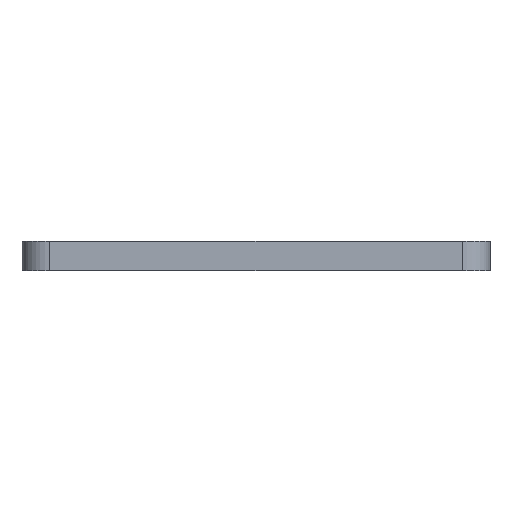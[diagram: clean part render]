
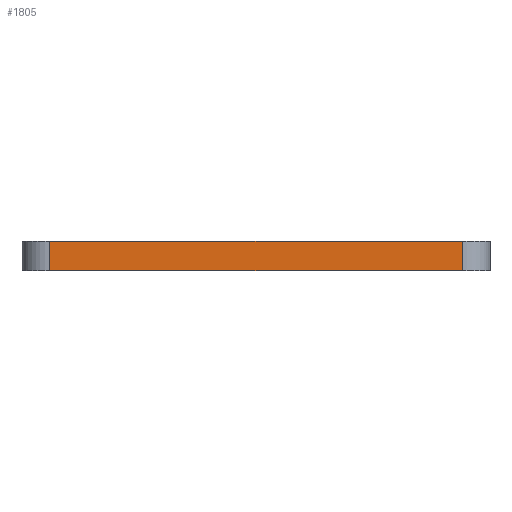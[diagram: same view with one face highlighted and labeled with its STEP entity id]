
A CAD part, front view. The second image highlights one B-rep face of the part: STEP entity #1805.
In plain terms, the highlighted planar face has unit normal (0, -1, 0).
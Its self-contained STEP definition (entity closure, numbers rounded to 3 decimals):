
#46=PLANE('',#1946);
#137=FACE_OUTER_BOUND('',#243,.T.);
#243=EDGE_LOOP('',(#1557,#1558,#1559,#1560));
#510=LINE('',#4809,#602);
#534=LINE('',#7129,#626);
#535=LINE('',#7132,#627);
#536=LINE('',#7133,#628);
#602=VECTOR('',#2178,10.);
#626=VECTOR('',#2276,10.);
#627=VECTOR('',#2279,10.);
#628=VECTOR('',#2280,10.);
#784=VERTEX_POINT('',#4806);
#785=VERTEX_POINT('',#4808);
#812=VERTEX_POINT('',#7127);
#813=VERTEX_POINT('',#7131);
#1012=EDGE_CURVE('',#785,#784,#510,.T.);
#1079=EDGE_CURVE('',#812,#784,#534,.T.);
#1080=EDGE_CURVE('',#813,#812,#535,.T.);
#1081=EDGE_CURVE('',#785,#813,#536,.T.);
#1557=ORIENTED_EDGE('',*,*,#1079,.F.);
#1558=ORIENTED_EDGE('',*,*,#1080,.F.);
#1559=ORIENTED_EDGE('',*,*,#1081,.F.);
#1560=ORIENTED_EDGE('',*,*,#1012,.T.);
#1805=ADVANCED_FACE('',(#137),#46,.T.);
#1946=AXIS2_PLACEMENT_3D('',#7130,#2277,#2278);
#2178=DIRECTION('',(1.,0.,0.));
#2276=DIRECTION('',(0.,0.,-1.));
#2277=DIRECTION('center_axis',(0.,-1.,0.));
#2278=DIRECTION('ref_axis',(1.,0.,0.));
#2279=DIRECTION('',(1.,0.,0.));
#2280=DIRECTION('',(0.,0.,1.));
#4806=CARTESIAN_POINT('',(119.808,29.883,6.35));
#4808=CARTESIAN_POINT('',(75.008,29.883,6.35));
#4809=CARTESIAN_POINT('',(75.424,29.883,6.35));
#7127=CARTESIAN_POINT('',(119.808,29.883,9.525));
#7129=CARTESIAN_POINT('',(119.808,29.883,7.938));
#7130=CARTESIAN_POINT('Origin',(75.424,29.883,6.35));
#7131=CARTESIAN_POINT('',(75.008,29.883,9.525));
#7132=CARTESIAN_POINT('',(75.424,29.883,9.525));
#7133=CARTESIAN_POINT('',(75.008,29.883,7.938));
